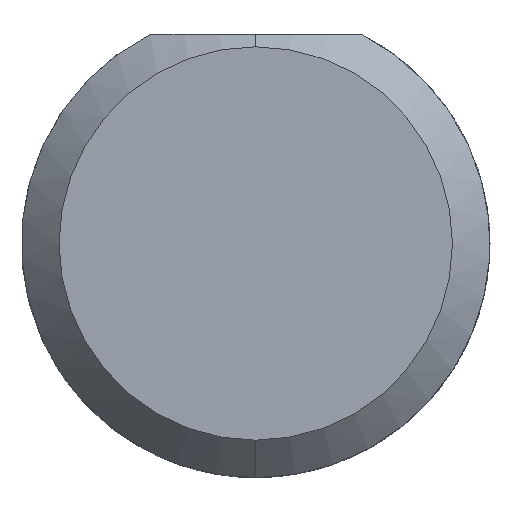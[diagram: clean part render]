
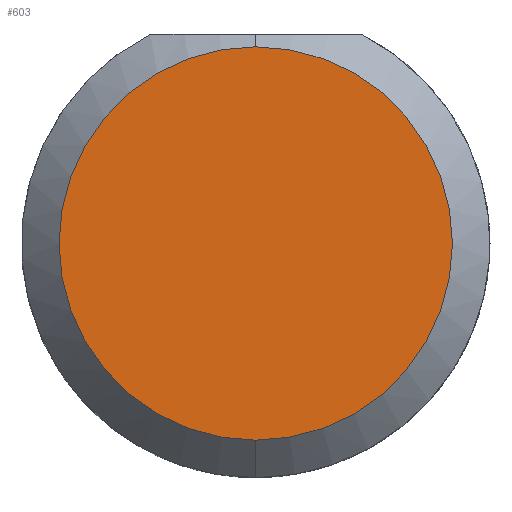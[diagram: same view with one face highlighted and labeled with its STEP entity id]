
A CAD part, left-side view. The second image highlights one B-rep face of the part: STEP entity #603.
In plain terms, the highlighted planar face has unit normal (-1, 0, 0).
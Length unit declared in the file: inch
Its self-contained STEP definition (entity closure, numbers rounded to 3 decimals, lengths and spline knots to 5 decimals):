
#8 = CARTESIAN_POINT ( 'NONE',  ( 0., 0., 0. ) ) ;
#43 = AXIS2_PLACEMENT_3D ( 'NONE', #111, #144, #268 ) ;
#55 = DIRECTION ( 'NONE',  ( 0., 0., 1. ) ) ;
#66 = ORIENTED_EDGE ( 'NONE', *, *, #215, .T. ) ;
#111 = CARTESIAN_POINT ( 'NONE',  ( 0., 0., 0. ) ) ;
#144 = DIRECTION ( 'NONE',  ( -1., 0., 0. ) ) ;
#149 = AXIS2_PLACEMENT_3D ( 'NONE', #8, #192, #527 ) ;
#166 = EDGE_CURVE ( 'NONE', #466, #656, #372, .T. ) ;
#173 = CARTESIAN_POINT ( 'NONE',  ( 0., 0., -0.0786 ) ) ;
#183 = PLANE ( 'NONE',  #149 ) ;
#192 = DIRECTION ( 'NONE',  ( 1., 0., 0. ) ) ;
#215 = EDGE_CURVE ( 'NONE', #656, #466, #622, .T. ) ;
#268 = DIRECTION ( 'NONE',  ( 0., 0., 1. ) ) ;
#316 = AXIS2_PLACEMENT_3D ( 'NONE', #362, #689, #55 ) ;
#362 = CARTESIAN_POINT ( 'NONE',  ( 0., 0., 0. ) ) ;
#372 = CIRCLE ( 'NONE', #43, 0.0786 ) ;
#460 = CARTESIAN_POINT ( 'NONE',  ( 0., 0., 0.0786 ) ) ;
#466 = VERTEX_POINT ( 'NONE', #173 ) ;
#527 = DIRECTION ( 'NONE',  ( 0., 0., -1. ) ) ;
#593 = FACE_OUTER_BOUND ( 'NONE', #594, .T. ) ;
#594 = EDGE_LOOP ( 'NONE', ( #646, #66 ) ) ;
#603 = ADVANCED_FACE ( 'NONE', ( #593 ), #183, .F. ) ;
#622 = CIRCLE ( 'NONE', #316, 0.0786 ) ;
#646 = ORIENTED_EDGE ( 'NONE', *, *, #166, .T. ) ;
#656 = VERTEX_POINT ( 'NONE', #460 ) ;
#689 = DIRECTION ( 'NONE',  ( -1., 0., 0. ) ) ;
